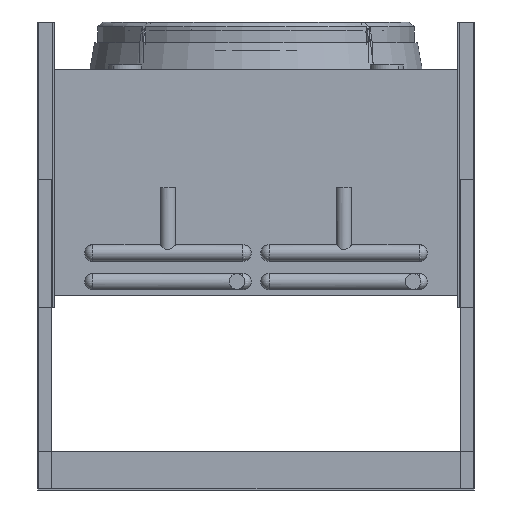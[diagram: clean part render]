
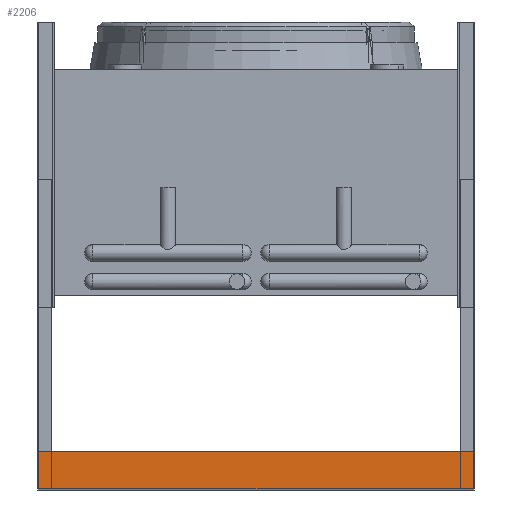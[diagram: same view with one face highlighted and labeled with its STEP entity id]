
A CAD part, left-side view. The second image highlights one B-rep face of the part: STEP entity #2206.
In plain terms, the highlighted planar face has unit normal (-1, 0, 0).
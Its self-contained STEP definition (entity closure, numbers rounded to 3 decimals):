
#2206=ADVANCED_FACE('',(#4685),#4686,.F.);
#4685=FACE_OUTER_BOUND('',#7200,.T.);
#4686=PLANE('',#7201);
#7200=EDGE_LOOP('',(#14426,#14427,#14428,#14429));
#7201=AXIS2_PLACEMENT_3D('',#14430,#14431,#14432);
#14426=ORIENTED_EDGE('',*,*,#17590,.T.);
#14427=ORIENTED_EDGE('',*,*,#17593,.F.);
#14428=ORIENTED_EDGE('',*,*,#17596,.F.);
#14429=ORIENTED_EDGE('',*,*,#17585,.F.);
#14430=CARTESIAN_POINT('',(28.575,0.0,-466.852));
#14431=DIRECTION('',(1.0,0.0,-0.0));
#14432=DIRECTION('',(0.0,0.0,1.0));
#17585=EDGE_CURVE('',#21959,#21961,#21962,.T.);
#17590=EDGE_CURVE('',#21959,#21967,#21969,.T.);
#17593=EDGE_CURVE('',#21972,#21967,#21974,.T.);
#17596=EDGE_CURVE('',#21961,#21972,#21977,.T.);
#21959=VERTEX_POINT('',#31644);
#21961=VERTEX_POINT('',#31647);
#21962=LINE('',#31648,#31649);
#21967=VERTEX_POINT('',#31656);
#21969=LINE('',#31659,#31660);
#21972=VERTEX_POINT('',#31663);
#21974=LINE('',#31666,#31667);
#21977=LINE('',#31671,#31672);
#31644=CARTESIAN_POINT('',(28.575,582.613,-416.052));
#31647=CARTESIAN_POINT('',(28.575,-582.613,-416.052));
#31648=CARTESIAN_POINT('',(28.575,0.0,-416.052));
#31649=VECTOR('',#35227,25.4);
#31656=CARTESIAN_POINT('',(28.575,582.613,-517.652));
#31659=CARTESIAN_POINT('',(28.575,582.613,-466.852));
#31660=VECTOR('',#35231,25.4);
#31663=CARTESIAN_POINT('',(28.575,-582.613,-517.652));
#31666=CARTESIAN_POINT('',(28.575,0.0,-517.652));
#31667=VECTOR('',#35233,25.4);
#31671=CARTESIAN_POINT('',(28.575,-582.613,-466.852));
#31672=VECTOR('',#35235,25.4);
#35227=DIRECTION('',(0.0,-1.0,0.0));
#35231=DIRECTION('',(0.0,0.0,-1.0));
#35233=DIRECTION('',(0.0,1.0,0.0));
#35235=DIRECTION('',(0.0,0.0,-1.0));
